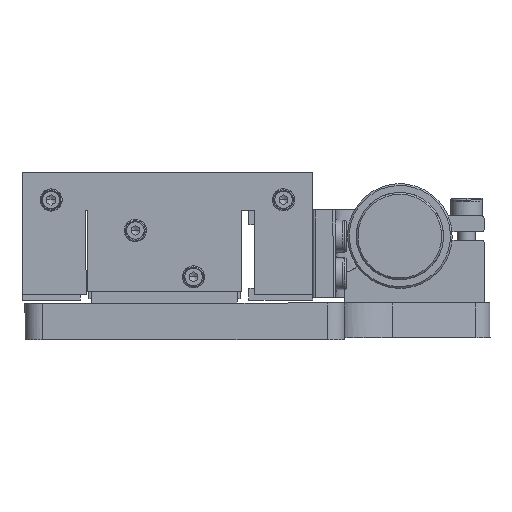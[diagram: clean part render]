
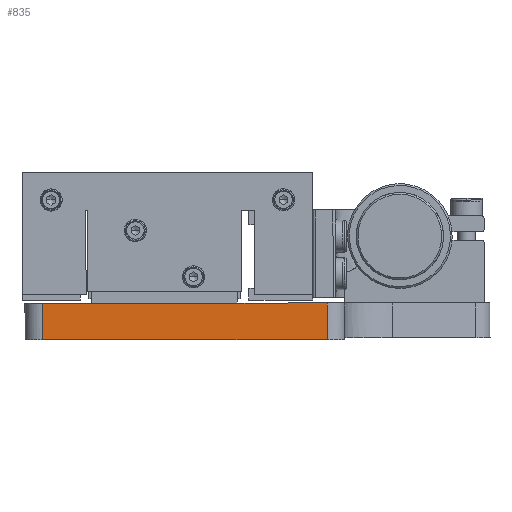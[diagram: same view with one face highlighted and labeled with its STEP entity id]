
A CAD part, front view. The second image highlights one B-rep face of the part: STEP entity #835.
In plain terms, the highlighted free-form (B-spline) face has degree [1, 1] with [2, 2] control points.
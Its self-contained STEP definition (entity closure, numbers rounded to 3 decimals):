
#835=ADVANCED_FACE('',(#1544),#24549,.T.);
#1544=FACE_OUTER_BOUND('',#2338,.T.);
#2338=EDGE_LOOP('',(#4501,#4502,#4503,#4504));
#4501=ORIENTED_EDGE('',*,*,#21063,.F.);
#4502=ORIENTED_EDGE('',*,*,#21050,.F.);
#4503=ORIENTED_EDGE('',*,*,#21065,.T.);
#4504=ORIENTED_EDGE('',*,*,#21004,.F.);
#8110=PCURVE('',#24544,#11799);
#8172=PCURVE('',#24548,#11861);
#8186=PCURVE('',#24870,#11875);
#8190=PCURVE('',#24549,#11879);
#8191=PCURVE('',#24549,#11880);
#8192=PCURVE('',#24549,#11881);
#8193=PCURVE('',#24549,#11882);
#8208=PCURVE('',#24873,#11897);
#11799=DEFINITIONAL_REPRESENTATION('',(#15840),#54813);
#11861=DEFINITIONAL_REPRESENTATION('',(#15910),#54813);
#11875=DEFINITIONAL_REPRESENTATION('',(#15925),#54813);
#11879=DEFINITIONAL_REPRESENTATION('',(#15930),#54813);
#11880=DEFINITIONAL_REPRESENTATION('',(#15931),#54813);
#11881=DEFINITIONAL_REPRESENTATION('',(#15933),#54813);
#11882=DEFINITIONAL_REPRESENTATION('',(#15934),#54813);
#11897=DEFINITIONAL_REPRESENTATION('',(#15954),#54813);
#15839=B_SPLINE_CURVE_WITH_KNOTS('',1,(#40196,#40197),.UNSPECIFIED.,.F.,
 .F.,(2,2),(-49.,0.),.UNSPECIFIED.);
#15840=B_SPLINE_CURVE_WITH_KNOTS('',1,(#40198,#40199),.UNSPECIFIED.,.F.,
 .F.,(2,2),(-49.,0.),.UNSPECIFIED.);
#15909=B_SPLINE_CURVE_WITH_KNOTS('',1,(#40458,#40459),.UNSPECIFIED.,.F.,
 .F.,(2,2),(-49.,0.),.UNSPECIFIED.);
#15910=B_SPLINE_CURVE_WITH_KNOTS('',1,(#40460,#40461),.UNSPECIFIED.,.F.,
 .F.,(2,2),(-49.,0.),.UNSPECIFIED.);
#15924=B_SPLINE_CURVE_WITH_KNOTS('',1,(#40524,#40525),.UNSPECIFIED.,.F.,
 .F.,(2,2),(-6.3,0.),.UNSPECIFIED.);
#15925=B_SPLINE_CURVE_WITH_KNOTS('',1,(#40526,#40527),.UNSPECIFIED.,.F.,
 .F.,(2,2),(-6.3,0.),.UNSPECIFIED.);
#15930=B_SPLINE_CURVE_WITH_KNOTS('',1,(#40536,#40537),.UNSPECIFIED.,.F.,
 .F.,(2,2),(-6.3,0.),.UNSPECIFIED.);
#15931=B_SPLINE_CURVE_WITH_KNOTS('',1,(#40538,#40539),.UNSPECIFIED.,.F.,
 .F.,(2,2),(-49.,0.),.UNSPECIFIED.);
#15932=B_SPLINE_CURVE_WITH_KNOTS('',1,(#40540,#40541),.UNSPECIFIED.,.F.,
 .F.,(2,2),(-6.3,0.),.UNSPECIFIED.);
#15933=B_SPLINE_CURVE_WITH_KNOTS('',1,(#40542,#40543),.UNSPECIFIED.,.F.,
 .F.,(2,2),(-6.3,0.),.UNSPECIFIED.);
#15934=B_SPLINE_CURVE_WITH_KNOTS('',1,(#40544,#40545),.UNSPECIFIED.,.F.,
 .F.,(2,2),(-49.,0.),.UNSPECIFIED.);
#15954=B_SPLINE_CURVE_WITH_KNOTS('',1,(#40584,#40585),.UNSPECIFIED.,.F.,
 .F.,(2,2),(-6.3,0.),.UNSPECIFIED.);
#19120=SURFACE_CURVE('',#15839,(#8110,#8193),.PCURVE_S1.);
#19166=SURFACE_CURVE('',#15909,(#8172,#8191),.PCURVE_S1.);
#19179=SURFACE_CURVE('',#15924,(#8186,#8190),.PCURVE_S1.);
#19181=SURFACE_CURVE('',#15932,(#8192,#8208),.PCURVE_S1.);
#21004=EDGE_CURVE('',#23784,#23785,#19120,.T.);
#21050=EDGE_CURVE('',#23824,#23825,#19166,.T.);
#21063=EDGE_CURVE('',#23825,#23784,#19179,.T.);
#21065=EDGE_CURVE('',#23824,#23785,#19181,.T.);
#23784=VERTEX_POINT('',#31260);
#23785=VERTEX_POINT('',#31261);
#23824=VERTEX_POINT('',#31300);
#23825=VERTEX_POINT('',#31301);
#24544=B_SPLINE_SURFACE_WITH_KNOTS('',1,1,((#28295,#28296),(#28297,#28298)),
 .UNSPECIFIED.,.F.,.F.,.F.,(2,2),(2,2),(-35.62,60.62),
(-54.12,54.12),.UNSPECIFIED.);
#24548=B_SPLINE_SURFACE_WITH_KNOTS('',1,1,((#28311,#28312),(#28313,#28314)),
 .UNSPECIFIED.,.F.,.F.,.F.,(2,2),(2,2),(-8.058,7.782),
(-33.12,33.12),.UNSPECIFIED.);
#24549=B_SPLINE_SURFACE_WITH_KNOTS('',1,1,((#28333,#28334),(#28335,#28336)),
 .UNSPECIFIED.,.F.,.F.,.F.,(2,2),(2,2),(-0.789,7.089),
(-2.025,57.025),.UNSPECIFIED.);
#24870=(
BOUNDED_SURFACE()
B_SPLINE_SURFACE(2,1,((#28315,#28316),(#28317,#28318),(#28319,#28320),(#28321,
#28322),(#28323,#28324),(#28325,#28326),(#28327,#28328),(#28329,#28330),
(#28331,#28332)),.UNSPECIFIED.,.T.,.F.,.F.)
B_SPLINE_SURFACE_WITH_KNOTS((3,2,2,2,3),(2,2),(0.,1.571,3.142,
4.712,6.283),(0.,7.805),.UNSPECIFIED.)
GEOMETRIC_REPRESENTATION_ITEM()
RATIONAL_B_SPLINE_SURFACE(((1.,1.),(0.707,0.707),
(1.,1.),(0.707,0.707),(1.,1.),(0.707,
0.707),(1.,1.),(0.707,0.707),(1.,1.)))
REPRESENTATION_ITEM('')
SURFACE()
);
#24873=(
BOUNDED_SURFACE()
B_SPLINE_SURFACE(2,1,((#28377,#28378),(#28379,#28380),(#28381,#28382),(#28383,
#28384),(#28385,#28386),(#28387,#28388),(#28389,#28390),(#28391,#28392),
(#28393,#28394)),.UNSPECIFIED.,.T.,.F.,.F.)
B_SPLINE_SURFACE_WITH_KNOTS((3,2,2,2,3),(2,2),(0.,1.571,3.142,
4.712,6.283),(0.,7.805),.UNSPECIFIED.)
GEOMETRIC_REPRESENTATION_ITEM()
RATIONAL_B_SPLINE_SURFACE(((1.,1.),(0.707,0.707),
(1.,1.),(0.707,0.707),(1.,1.),(0.707,
0.707),(1.,1.),(0.707,0.707),(1.,1.)))
REPRESENTATION_ITEM('')
SURFACE()
);
#28295=CARTESIAN_POINT('',(-27.165,-53.41,6.529));
#28296=CARTESIAN_POINT('',(-27.165,54.83,6.529));
#28297=CARTESIAN_POINT('',(69.075,-53.41,6.594));
#28298=CARTESIAN_POINT('',(69.075,54.83,6.594));
#28311=CARTESIAN_POINT('',(-24.661,-45.71,0.231));
#28312=CARTESIAN_POINT('',(41.579,-45.71,0.275));
#28313=CARTESIAN_POINT('',(-24.661,-29.87,0.231));
#28314=CARTESIAN_POINT('',(41.579,-29.87,0.275));
#28315=CARTESIAN_POINT('',(-13.045,-41.29,7.291));
#28316=CARTESIAN_POINT('',(-13.04,-41.29,-0.514));
#28317=CARTESIAN_POINT('',(-13.045,-44.29,7.291));
#28318=CARTESIAN_POINT('',(-13.04,-44.29,-0.514));
#28319=CARTESIAN_POINT('',(-16.045,-44.29,7.289));
#28320=CARTESIAN_POINT('',(-16.04,-44.29,-0.516));
#28321=CARTESIAN_POINT('',(-19.045,-44.29,7.287));
#28322=CARTESIAN_POINT('',(-19.04,-44.29,-0.518));
#28323=CARTESIAN_POINT('',(-19.045,-41.29,7.287));
#28324=CARTESIAN_POINT('',(-19.04,-41.29,-0.518));
#28325=CARTESIAN_POINT('',(-19.045,-38.29,7.287));
#28326=CARTESIAN_POINT('',(-19.04,-38.29,-0.518));
#28327=CARTESIAN_POINT('',(-16.045,-38.29,7.289));
#28328=CARTESIAN_POINT('',(-16.04,-38.29,-0.516));
#28329=CARTESIAN_POINT('',(-13.045,-38.29,7.291));
#28330=CARTESIAN_POINT('',(-13.04,-38.29,-0.514));
#28331=CARTESIAN_POINT('',(-13.045,-41.29,7.291));
#28332=CARTESIAN_POINT('',(-13.04,-41.29,-0.514));
#28333=CARTESIAN_POINT('',(-21.071,-44.29,7.323));
#28334=CARTESIAN_POINT('',(37.98,-44.29,7.362));
#28335=CARTESIAN_POINT('',(-21.065,-44.29,-0.556));
#28336=CARTESIAN_POINT('',(37.985,-44.29,-0.516));
#28377=CARTESIAN_POINT('',(29.955,-41.29,7.32));
#28378=CARTESIAN_POINT('',(29.96,-41.29,-0.485));
#28379=CARTESIAN_POINT('',(29.955,-38.29,7.32));
#28380=CARTESIAN_POINT('',(29.96,-38.29,-0.485));
#28381=CARTESIAN_POINT('',(32.955,-38.29,7.322));
#28382=CARTESIAN_POINT('',(32.96,-38.29,-0.483));
#28383=CARTESIAN_POINT('',(35.955,-38.29,7.324));
#28384=CARTESIAN_POINT('',(35.96,-38.29,-0.481));
#28385=CARTESIAN_POINT('',(35.955,-41.29,7.324));
#28386=CARTESIAN_POINT('',(35.96,-41.29,-0.481));
#28387=CARTESIAN_POINT('',(35.955,-44.29,7.324));
#28388=CARTESIAN_POINT('',(35.96,-44.29,-0.481));
#28389=CARTESIAN_POINT('',(32.955,-44.29,7.322));
#28390=CARTESIAN_POINT('',(32.96,-44.29,-0.483));
#28391=CARTESIAN_POINT('',(29.955,-44.29,7.32));
#28392=CARTESIAN_POINT('',(29.96,-44.29,-0.485));
#28393=CARTESIAN_POINT('',(29.955,-41.29,7.32));
#28394=CARTESIAN_POINT('',(29.96,-41.29,-0.485));
#31260=CARTESIAN_POINT('',(-16.045,-44.29,6.537));
#31261=CARTESIAN_POINT('',(32.955,-44.29,6.57));
#31300=CARTESIAN_POINT('',(32.959,-44.29,0.27));
#31301=CARTESIAN_POINT('',(-16.041,-44.29,0.237));
#40196=CARTESIAN_POINT('',(-16.045,-44.29,6.537));
#40197=CARTESIAN_POINT('',(32.955,-44.29,6.57));
#40198=CARTESIAN_POINT('',(-24.5,-45.));
#40199=CARTESIAN_POINT('',(24.5,-45.));
#40458=CARTESIAN_POINT('',(32.959,-44.29,0.27));
#40459=CARTESIAN_POINT('',(-16.041,-44.29,0.237));
#40460=CARTESIAN_POINT('',(-6.638,24.5));
#40461=CARTESIAN_POINT('',(-6.638,-24.5));
#40524=CARTESIAN_POINT('',(-16.041,-44.29,0.237));
#40525=CARTESIAN_POINT('',(-16.045,-44.29,6.537));
#40526=CARTESIAN_POINT('',(1.571,7.052));
#40527=CARTESIAN_POINT('',(1.571,0.752));
#40536=CARTESIAN_POINT('',(6.3,3.));
#40537=CARTESIAN_POINT('',(0.,3.));
#40538=CARTESIAN_POINT('',(6.3,52.));
#40539=CARTESIAN_POINT('',(6.3,3.));
#40540=CARTESIAN_POINT('',(32.959,-44.29,0.27));
#40541=CARTESIAN_POINT('',(32.955,-44.29,6.57));
#40542=CARTESIAN_POINT('',(6.3,52.));
#40543=CARTESIAN_POINT('',(0.,52.));
#40544=CARTESIAN_POINT('',(0.,3.));
#40545=CARTESIAN_POINT('',(0.,52.));
#40584=CARTESIAN_POINT('',(4.712,7.052));
#40585=CARTESIAN_POINT('',(4.712,0.752));
#54813=(
GEOMETRIC_REPRESENTATION_CONTEXT(2)
PARAMETRIC_REPRESENTATION_CONTEXT()
REPRESENTATION_CONTEXT('pspace','')
);
